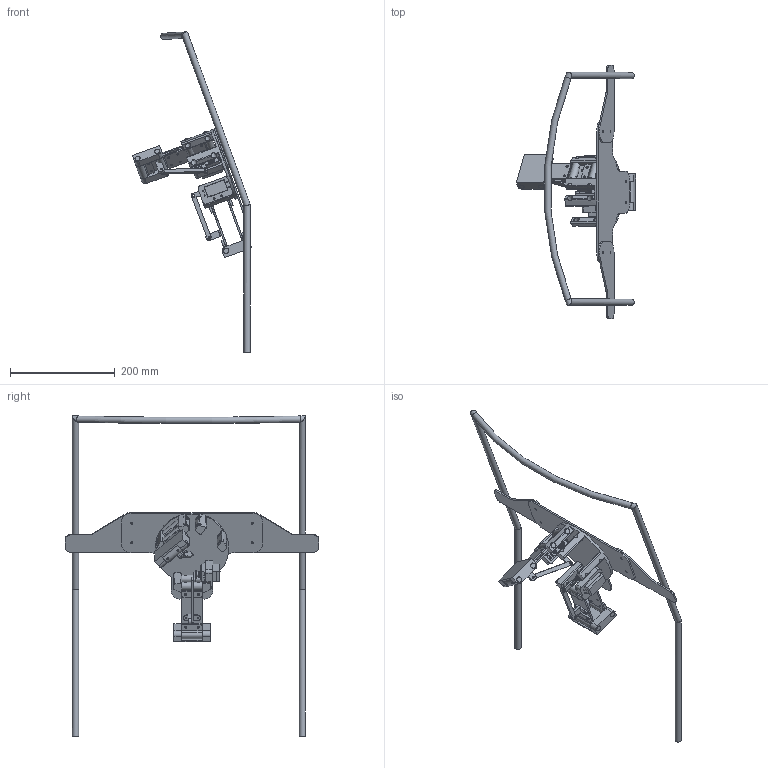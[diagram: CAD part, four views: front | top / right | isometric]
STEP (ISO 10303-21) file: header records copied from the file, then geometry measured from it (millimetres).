
FILE_DESCRIPTION(/* description */ (''),/* implementation_level */ '2;1');
FILE_NAME(/* name */ 'Auto Chair.step',/* time_stamp */ '2025-04-25T23:01:51+10:00',/* author */ (''),/* organization */ (''),/* preprocessor_version */ 'ST-DEVELOPER v20.1',/* originating_system */ 'Autodesk Translation Framework v14.4.0.0',/* authorisation */ '');
FILE_SCHEMA (('AUTOMOTIVE_DESIGN { 1 0 10303 214 3 1 1 }'));
Length unit declared in the file: millimetre
Products named in the file (19): Auto Chair; Chair Frame; Leaf Spring; Main Base; Right Leaf; Left Leaf; Arm Base; Arm; Arm_1; Top Arm Plate; Axle Joint; Mg995; Servo Mount; MG995_Gear2; Servo Small Arm; Arm Link; Servo Long Arm; Bolt; Endpoint
Assembly tree (42 placements, depth 4):
  Auto Chair
    Chair Frame
    Leaf Spring
      Main Base
      Right Leaf
      Left Leaf
    Arm Base
      Arm
        Bolt  x4
        Axle Joint  x4
        Top Arm Plate  x2
        Mg995
        Servo Mount
        MG995_Gear2
        Servo Small Arm
        Arm Link
        Servo Long Arm
        Endpoint
      Arm_1
        Bolt  x4
        Axle Joint  x4
        Top Arm Plate  x2
        Mg995
        Servo Mount
        MG995_Gear2
        Servo Small Arm
        Arm Link
        Servo Long Arm
        Endpoint
Bounding box: 227.39 x 483.15 x 610.36 mm (x, y, z)
Volume: 755718.2 mm3; surface area: 367509.7 mm2
Topology: 41 solids, 41 shells, 2820 faces, 7284 edges, 4572 vertices
Faces by surface type: plane 1352, cylinder 851, bspline 344, torus 169, sphere 100, cone 4
Full cylindrical faces by diameter (mm): 1.5 x24, 2 x8, 3 x34, 3.2 x2, 3.5 x40, 4.5 x42, 6 x2, 6.8 x2, 9 x2, 9.4 x2, 10 x10, 10.25 x16, 10.4 x12, 12 x6, 140 x1
Entity records: 52286 total; most frequent: CARTESIAN_POINT 17437, ORIENTED_EDGE 7202, DIRECTION 6844, EDGE_CURVE 3601, AXIS2_PLACEMENT_3D 2348, VERTEX_POINT 2279, LINE 2148, VECTOR 2148
